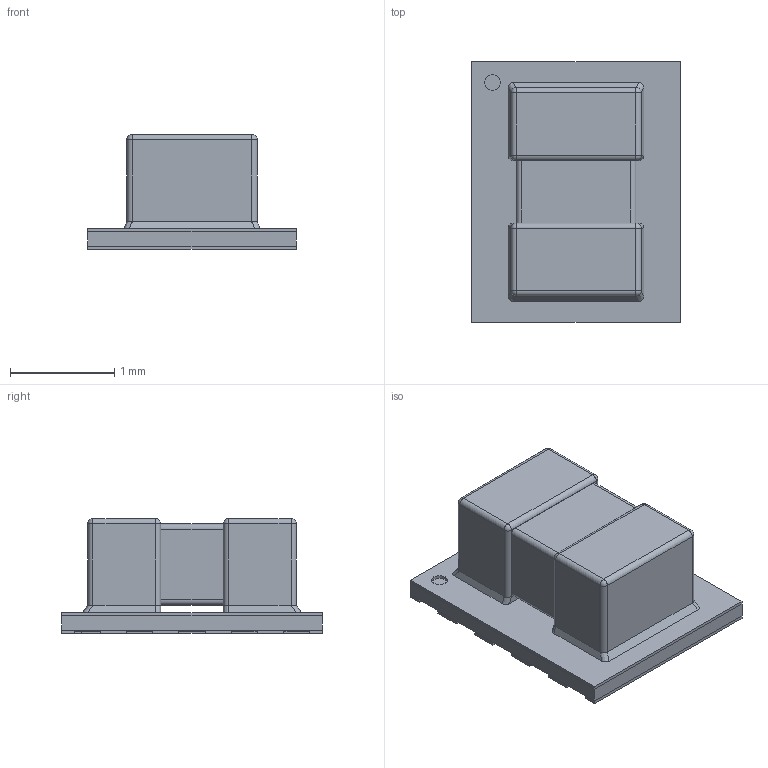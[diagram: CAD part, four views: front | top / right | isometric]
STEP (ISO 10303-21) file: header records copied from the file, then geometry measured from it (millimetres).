
FILE_DESCRIPTION((''),'2;1');
FILE_NAME('SIL0010D_ASM','2018-08-28T07:36:01',('a0412086'),(''),'CREO PARAMETRIC BY PTC INC, 2018020','CREO PARAMETRIC BY PTC INC, 2018020','');
FILE_SCHEMA(('AUTOMOTIVE_DESIGN { 1 0 10303 214 1 1 1 1 }'));
Length unit declared in the file: millimetre
Products named in the file (10): SOLDERMASK-BTM-SIL0010D; SUBSTRATE-SIP; SOLDERMASK-TOP; LAYER2; LAYER1; SOLDER-INDUCTOR; INDUCTOR-BODY; INDUCTOR-TERMNL; INDUCTOR_HTEN20121T-R24MDR-11_ASM; SIL0010D_ASM
Assembly tree (10 placements, depth 3):
  SIL0010D_ASM
    SOLDERMASK-BTM-SIL0010D
    SUBSTRATE-SIP
    SOLDERMASK-TOP
    LAYER2
    LAYER1
    SOLDER-INDUCTOR
    INDUCTOR_HTEN20121T-R24MDR-11_ASM
      INDUCTOR-BODY
      INDUCTOR-TERMNL  x2
Bounding box: 2 x 2.5 x 1.1 mm (x, y, z)
Volume: 3.2 mm3; surface area: 56.1 mm2
Topology: 17 solids, 17 shells, 272 faces, 654 edges, 416 vertices
Faces by surface type: plane 171, cylinder 77, sphere 16, bspline 8
Entity records: 10393 total; most frequent: CARTESIAN_POINT 1599, DIRECTION 1393, ORIENTED_EDGE 1212, PRESENTATION_STYLE_ASSIGNMENT 622, STYLED_ITEM 622, CURVE_STYLE 606, EDGE_CURVE 606, VECTOR 468
